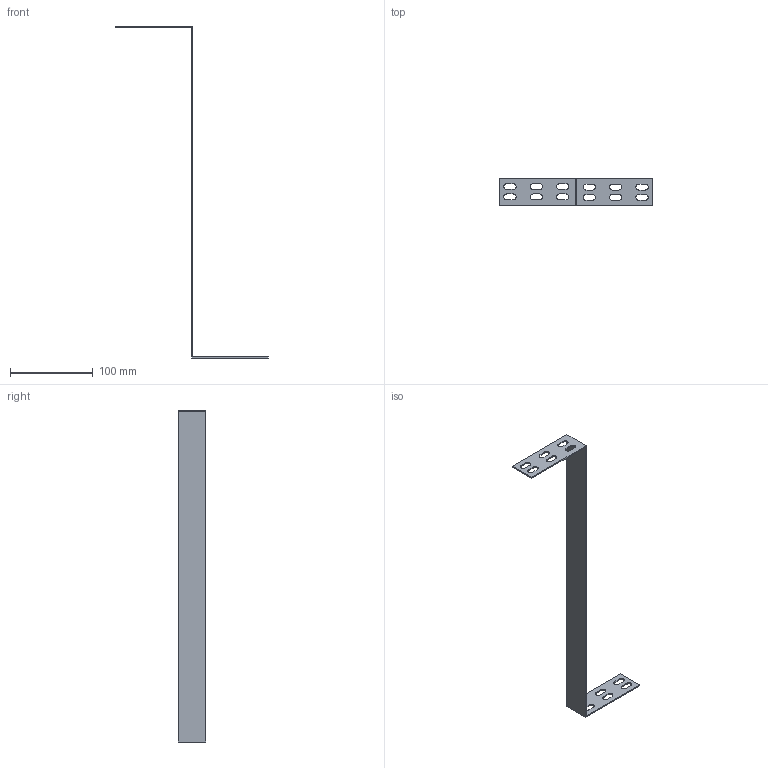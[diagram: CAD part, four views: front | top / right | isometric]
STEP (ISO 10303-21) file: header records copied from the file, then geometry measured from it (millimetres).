
FILE_DESCRIPTION (( 'STEP AP203' ), '1' );
FILE_NAME ('CLP1H-050-400-M-HDZ Ïåðåõîäíèê Í 50õ400 IEK HDZ.STEP', '2016-02-05T11:37:17', ( '' ), ( '' ), 'SwSTEP 2.0', 'SolidWorks 2014', '' );
FILE_SCHEMA (( 'CONFIG_CONTROL_DESIGN' ));
Length unit declared in the file: millimetre
Products named in the file (1): CLP1H-050-400-M-HDZ Ïåðåõîäíèê Í 50õ400 IEK HDZ
Bounding box: 185 x 33 x 401.5 mm (x, y, z)
Volume: 27256.8 mm3; surface area: 38880.2 mm2
Topology: 1 solids, 1 shells, 62 faces, 180 edges, 120 vertices
Faces by surface type: plane 38, cylinder 24
Entity records: 2177 total; most frequent: CARTESIAN_POINT 363, ORIENTED_EDGE 360, DIRECTION 354, EDGE_CURVE 180, LINE 132, VECTOR 132, VERTEX_POINT 120, AXIS2_PLACEMENT_3D 111
